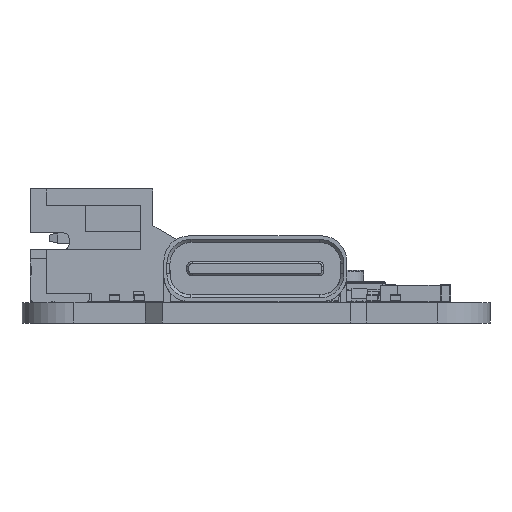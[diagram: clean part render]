
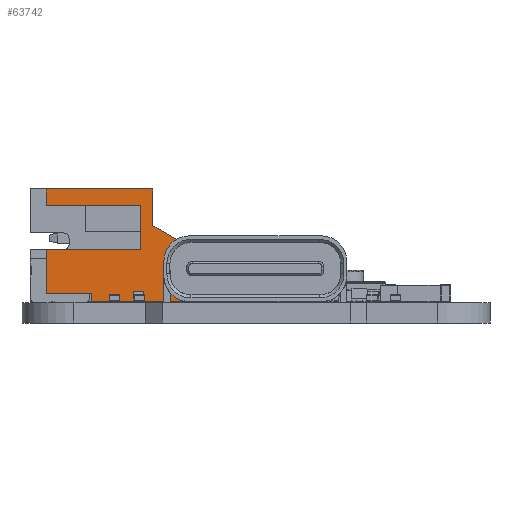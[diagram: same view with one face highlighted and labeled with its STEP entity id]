
A CAD part, left-side view. The second image highlights one B-rep face of the part: STEP entity #63742.
In plain terms, the highlighted face is planar.
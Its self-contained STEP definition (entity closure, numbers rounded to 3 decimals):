
#62795 = VERTEX_POINT('',#62796);
#62796 = CARTESIAN_POINT('',(3.95,0.,-7.6));
#62802 = EDGE_CURVE('',#62795,#62803,#62805,.T.);
#62803 = VERTEX_POINT('',#62804);
#62804 = CARTESIAN_POINT('',(3.95,0.,-3.));
#62805 = LINE('',#62806,#62807);
#62806 = CARTESIAN_POINT('',(3.95,0.,-7.6));
#62807 = VECTOR('',#62808,1.);
#62808 = DIRECTION('',(-0.,0.,1.));
#63178 = VERTEX_POINT('',#63179);
#63179 = CARTESIAN_POINT('',(3.95,4.705,-5.415));
#63185 = EDGE_CURVE('',#63178,#63186,#63188,.T.);
#63186 = VERTEX_POINT('',#63187);
#63187 = CARTESIAN_POINT('',(3.95,4.705,-0.8));
#63188 = LINE('',#63189,#63190);
#63189 = CARTESIAN_POINT('',(3.95,4.705,-0.8));
#63190 = VECTOR('',#63191,1.);
#63191 = DIRECTION('',(0.,-0.,1.));
#63218 = VERTEX_POINT('',#63219);
#63219 = CARTESIAN_POINT('',(3.95,2.55,-5.415));
#63225 = EDGE_CURVE('',#63218,#63178,#63226,.T.);
#63226 = LINE('',#63227,#63228);
#63227 = CARTESIAN_POINT('',(3.95,4.705,-5.415));
#63228 = VECTOR('',#63229,1.);
#63229 = DIRECTION('',(-0.,1.,-0.));
#63421 = VERTEX_POINT('',#63422);
#63422 = CARTESIAN_POINT('',(3.95,5.5,-6.));
#63428 = EDGE_CURVE('',#63421,#63429,#63431,.T.);
#63429 = VERTEX_POINT('',#63430);
#63430 = CARTESIAN_POINT('',(3.95,3.7,-6.));
#63431 = LINE('',#63432,#63433);
#63432 = CARTESIAN_POINT('',(3.95,5.5,-6.));
#63433 = VECTOR('',#63434,1.);
#63434 = DIRECTION('',(0.,-1.,0.));
#63723 = VERTEX_POINT('',#63724);
#63724 = CARTESIAN_POINT('',(3.95,0.4,-3.));
#63732 = EDGE_CURVE('',#63723,#62803,#63733,.T.);
#63733 = LINE('',#63734,#63735);
#63734 = CARTESIAN_POINT('',(3.95,0.,-3.));
#63735 = VECTOR('',#63736,1.);
#63736 = DIRECTION('',(-0.,-1.,0.));
#63742 = ADVANCED_FACE('',(#63743),#63800,.F.);
#63743 = FACE_BOUND('',#63744,.T.);
#63744 = EDGE_LOOP('',(#63745,#63753,#63754,#63755,#63763,#63771,#63777,
    #63778,#63779,#63787,#63793,#63794));
#63745 = ORIENTED_EDGE('',*,*,#63746,.F.);
#63746 = EDGE_CURVE('',#63186,#63747,#63749,.T.);
#63747 = VERTEX_POINT('',#63748);
#63748 = CARTESIAN_POINT('',(3.95,5.5,-0.8));
#63749 = LINE('',#63750,#63751);
#63750 = CARTESIAN_POINT('',(3.95,5.5,-0.8));
#63751 = VECTOR('',#63752,1.);
#63752 = DIRECTION('',(0.,1.,0.));
#63753 = ORIENTED_EDGE('',*,*,#63185,.F.);
#63754 = ORIENTED_EDGE('',*,*,#63225,.F.);
#63755 = ORIENTED_EDGE('',*,*,#63756,.T.);
#63756 = EDGE_CURVE('',#63218,#63757,#63759,.T.);
#63757 = VERTEX_POINT('',#63758);
#63758 = CARTESIAN_POINT('',(3.95,2.55,-0.8));
#63759 = LINE('',#63760,#63761);
#63760 = CARTESIAN_POINT('',(3.95,2.55,0.));
#63761 = VECTOR('',#63762,1.);
#63762 = DIRECTION('',(-0.,0.,1.));
#63763 = ORIENTED_EDGE('',*,*,#63764,.F.);
#63764 = EDGE_CURVE('',#63765,#63757,#63767,.T.);
#63765 = VERTEX_POINT('',#63766);
#63766 = CARTESIAN_POINT('',(3.95,0.4,-0.8));
#63767 = LINE('',#63768,#63769);
#63768 = CARTESIAN_POINT('',(3.95,5.5,-0.8));
#63769 = VECTOR('',#63770,1.);
#63770 = DIRECTION('',(0.,1.,0.));
#63771 = ORIENTED_EDGE('',*,*,#63772,.F.);
#63772 = EDGE_CURVE('',#63723,#63765,#63773,.T.);
#63773 = LINE('',#63774,#63775);
#63774 = CARTESIAN_POINT('',(3.95,0.4,0.));
#63775 = VECTOR('',#63776,1.);
#63776 = DIRECTION('',(0.,0.,1.));
#63777 = ORIENTED_EDGE('',*,*,#63732,.T.);
#63778 = ORIENTED_EDGE('',*,*,#62802,.F.);
#63779 = ORIENTED_EDGE('',*,*,#63780,.F.);
#63780 = EDGE_CURVE('',#63781,#62795,#63783,.T.);
#63781 = VERTEX_POINT('',#63782);
#63782 = CARTESIAN_POINT('',(3.95,2.776,-7.6));
#63783 = LINE('',#63784,#63785);
#63784 = CARTESIAN_POINT('',(3.95,5.5,-7.6));
#63785 = VECTOR('',#63786,1.);
#63786 = DIRECTION('',(0.,-1.,0.));
#63787 = ORIENTED_EDGE('',*,*,#63788,.F.);
#63788 = EDGE_CURVE('',#63429,#63781,#63789,.T.);
#63789 = LINE('',#63790,#63791);
#63790 = CARTESIAN_POINT('',(3.95,3.7,-6.));
#63791 = VECTOR('',#63792,1.);
#63792 = DIRECTION('',(0.,-0.5,-0.866));
#63793 = ORIENTED_EDGE('',*,*,#63428,.F.);
#63794 = ORIENTED_EDGE('',*,*,#63795,.F.);
#63795 = EDGE_CURVE('',#63747,#63421,#63796,.T.);
#63796 = LINE('',#63797,#63798);
#63797 = CARTESIAN_POINT('',(3.95,5.5,0.));
#63798 = VECTOR('',#63799,1.);
#63799 = DIRECTION('',(0.,-0.,-1.));
#63800 = PLANE('',#63801);
#63801 = AXIS2_PLACEMENT_3D('',#63802,#63803,#63804);
#63802 = CARTESIAN_POINT('',(3.95,5.5,0.));
#63803 = DIRECTION('',(-1.,0.,0.));
#63804 = DIRECTION('',(0.,0.,1.));
